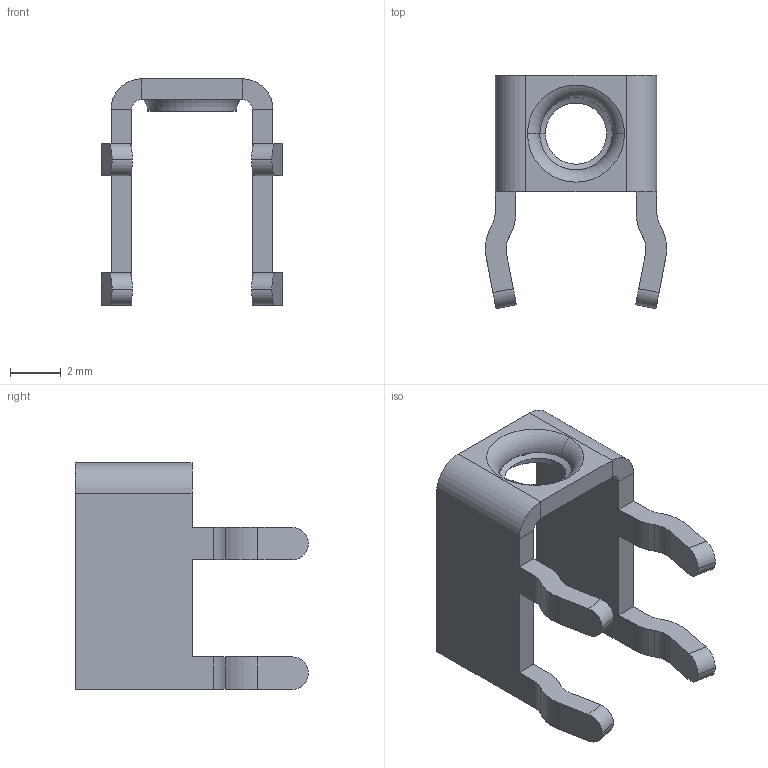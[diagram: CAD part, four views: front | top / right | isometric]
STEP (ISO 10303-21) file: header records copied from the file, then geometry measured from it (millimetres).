
FILE_DESCRIPTION (( 'STEP AP214' ), '1' );
FILE_NAME ('7774.STEP', '2008-12-17T18:54:35', ( 'Richard Maletta' ), ( '' ), 'SwSTEP 2.0', 'SolidWorks 2008', '' );
FILE_SCHEMA (( 'AUTOMOTIVE_DESIGN' ));
Length unit declared in the file: inch
Products named in the file (1): 7774
Bounding box: 7.11 x 9.14 x 8.89 mm (x, y, z)
Volume: 95.4 mm3; surface area: 321.1 mm2
Topology: 1 solids, 1 shells, 77 faces, 203 edges, 129 vertices
Faces by surface type: plane 37, cylinder 33, torus 5, bspline 2
Entity records: 2516 total; most frequent: CARTESIAN_POINT 548, DIRECTION 421, ORIENTED_EDGE 406, EDGE_CURVE 203, AXIS2_PLACEMENT_3D 152, VERTEX_POINT 129, VECTOR 117, LINE 117
